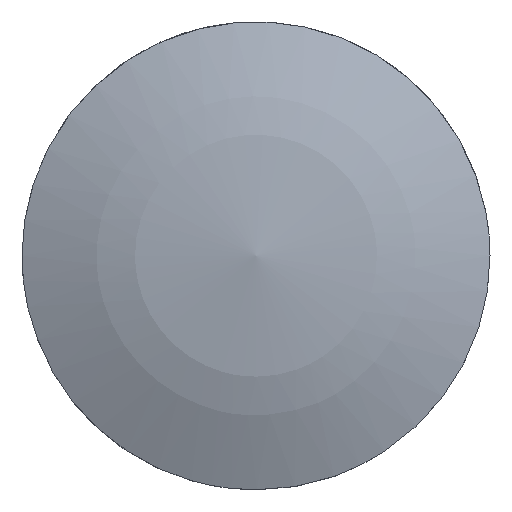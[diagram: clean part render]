
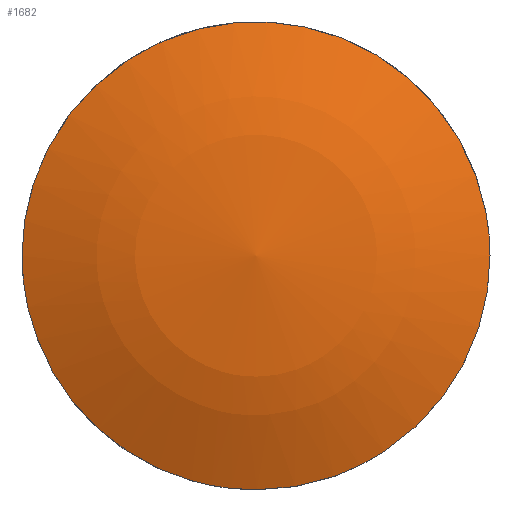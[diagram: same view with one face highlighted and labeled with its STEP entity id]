
A CAD part, top view. The second image highlights one B-rep face of the part: STEP entity #1682.
In plain terms, the highlighted free-form (B-spline) face has degree [2, 2] with [4, 4] control points.
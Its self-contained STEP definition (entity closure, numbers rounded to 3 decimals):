
#87=CARTESIAN_POINT('',(-1.298,-4.517,5.5));
#88=VERTEX_POINT('',#87);
#94=CARTESIAN_POINT('',(-4.7,0.0,5.5));
#95=VERTEX_POINT('',#94);
#96=CARTESIAN_POINT('',(-1.298,-4.517,5.5));
#97=CARTESIAN_POINT('',(-4.7,-3.54,5.5));
#98=CARTESIAN_POINT('',(-4.7,0.0,5.5));
#106=(BOUNDED_CURVE()B_SPLINE_CURVE(2,(#96,#97,#98),.UNSPECIFIED.,.F.,.U.)B_SPLINE_CURVE_WITH_KNOTS((3,3),(0.797,1.0),.UNSPECIFIED.)CURVE()GEOMETRIC_REPRESENTATION_ITEM()RATIONAL_B_SPLINE_CURVE((0.911,0.762,1.0))REPRESENTATION_ITEM(''));
#107=EDGE_CURVE('',#88,#95,#106,.T.);
#109=CARTESIAN_POINT('',(4.7,0.0,5.5));
#110=VERTEX_POINT('',#109);
#111=CARTESIAN_POINT('',(-4.7,0.0,5.5));
#112=CARTESIAN_POINT('',(-4.7,4.7,5.5));
#113=CARTESIAN_POINT('',(0.0,4.7,5.5));
#114=CARTESIAN_POINT('',(4.7,4.7,5.5));
#115=CARTESIAN_POINT('',(4.7,0.0,5.5));
#123=(BOUNDED_CURVE()B_SPLINE_CURVE(2,(#111,#112,#113,#114,#115),.UNSPECIFIED.,.F.,.U.)B_SPLINE_CURVE_WITH_KNOTS((3,2,3),(0.0,0.25,0.5),.UNSPECIFIED.)CURVE()GEOMETRIC_REPRESENTATION_ITEM()RATIONAL_B_SPLINE_CURVE((1.0,0.707,1.0,0.707,1.0))REPRESENTATION_ITEM(''));
#124=EDGE_CURVE('',#95,#110,#123,.T.);
#126=CARTESIAN_POINT('',(1.569,-4.43,5.5));
#127=VERTEX_POINT('',#126);
#128=CARTESIAN_POINT('',(4.7,0.0,5.5));
#129=CARTESIAN_POINT('',(4.7,-3.322,5.5));
#130=CARTESIAN_POINT('',(1.569,-4.43,5.5));
#138=(BOUNDED_CURVE()B_SPLINE_CURVE(2,(#128,#129,#130),.UNSPECIFIED.,.F.,.U.)B_SPLINE_CURVE_WITH_KNOTS((3,3),(0.5,0.693),.UNSPECIFIED.)CURVE()GEOMETRIC_REPRESENTATION_ITEM()RATIONAL_B_SPLINE_CURVE((1.0,0.774,0.897))REPRESENTATION_ITEM(''));
#139=EDGE_CURVE('',#110,#127,#138,.T.);
#241=CARTESIAN_POINT('',(1.569,-4.43,5.5));
#242=CARTESIAN_POINT('',(0.808,-4.7,5.5));
#243=CARTESIAN_POINT('',(0.0,-4.7,5.5));
#244=CARTESIAN_POINT('',(-0.662,-4.7,5.5));
#245=CARTESIAN_POINT('',(-1.298,-4.517,5.5));
#253=(BOUNDED_CURVE()B_SPLINE_CURVE(2,(#241,#242,#243,#244,#245),.UNSPECIFIED.,.F.,.U.)B_SPLINE_CURVE_WITH_KNOTS((3,2,3),(0.693,0.75,0.797),.UNSPECIFIED.)CURVE()GEOMETRIC_REPRESENTATION_ITEM()RATIONAL_B_SPLINE_CURVE((0.897,0.934,1.0,0.945,0.911))REPRESENTATION_ITEM(''));
#254=EDGE_CURVE('',#127,#88,#253,.T.);
#1652=CARTESIAN_POINT('',(-4.87,-4.87,4.221));
#1653=CARTESIAN_POINT('',(-2.562,-5.123,5.301));
#1654=CARTESIAN_POINT('',(2.562,-5.123,5.301));
#1655=CARTESIAN_POINT('',(4.87,-4.87,4.221));
#1656=CARTESIAN_POINT('',(-5.123,-2.561,5.301));
#1657=CARTESIAN_POINT('',(-2.702,-2.702,6.5));
#1658=CARTESIAN_POINT('',(2.702,-2.702,6.5));
#1659=CARTESIAN_POINT('',(5.123,-2.561,5.301));
#1660=CARTESIAN_POINT('',(-5.123,2.561,5.301));
#1661=CARTESIAN_POINT('',(-2.702,2.702,6.5));
#1662=CARTESIAN_POINT('',(2.702,2.702,6.5));
#1663=CARTESIAN_POINT('',(5.123,2.561,5.301));
#1664=CARTESIAN_POINT('',(-4.87,4.87,4.221));
#1665=CARTESIAN_POINT('',(-2.561,5.123,5.301));
#1666=CARTESIAN_POINT('',(2.561,5.123,5.301));
#1667=CARTESIAN_POINT('',(4.87,4.87,4.221));
#1675=(BOUNDED_SURFACE()B_SPLINE_SURFACE(2,2,((#1652,#1656,#1660,#1664),(#1653,#1657,#1661,#1665),(#1654,#1658,#1662,#1666),(#1655,#1659,#1663,#1667)),.UNSPECIFIED.,.F.,.F.,.U.)B_SPLINE_SURFACE_WITH_KNOTS((3,1,3),(3,1,3),(1.723,6.876,12.028),(1.724,6.876,12.028),.UNSPECIFIED.)GEOMETRIC_REPRESENTATION_ITEM()RATIONAL_B_SPLINE_SURFACE(((1.11,1.055,1.055,1.11),(1.055,1.0,1.0,1.055),(1.055,1.0,1.0,1.055),(1.11,1.055,1.055,1.11)))REPRESENTATION_ITEM('')SURFACE());
#1676=ORIENTED_EDGE('',*,*,#107,.F.);
#1677=ORIENTED_EDGE('',*,*,#254,.F.);
#1678=ORIENTED_EDGE('',*,*,#139,.F.);
#1679=ORIENTED_EDGE('',*,*,#124,.F.);
#1680=EDGE_LOOP('',(#1676,#1677,#1678,#1679));
#1681=FACE_OUTER_BOUND('',#1680,.T.);
#1682=ADVANCED_FACE('',(#1681),#1675,.T.);
